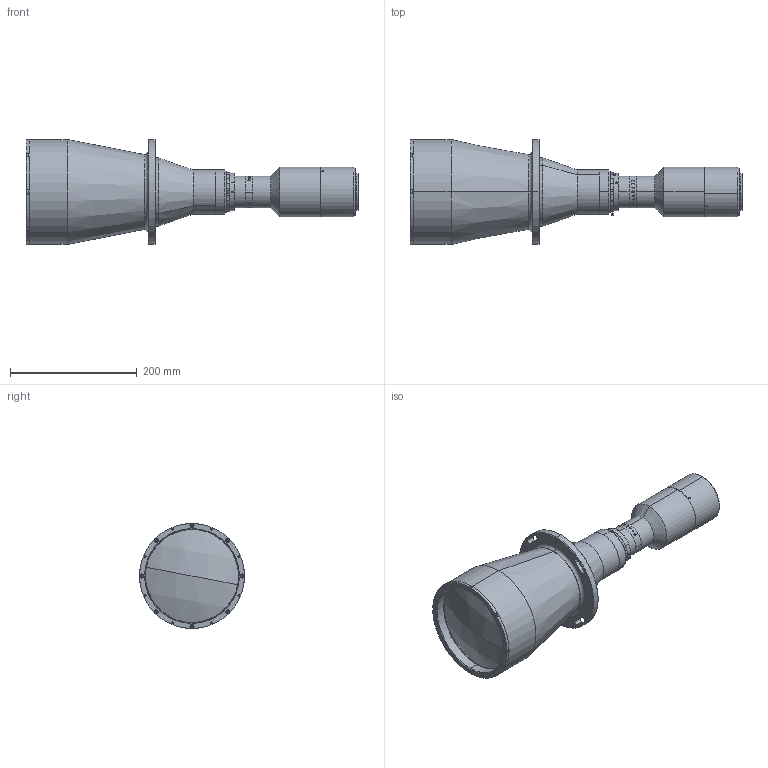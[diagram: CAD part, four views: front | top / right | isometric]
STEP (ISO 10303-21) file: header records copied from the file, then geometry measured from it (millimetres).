
FILE_DESCRIPTION (( 'STEP AP203' ), '1' );
FILE_NAME ('XF-PTL12244-M58-11.48-VI.STEP', '2019-05-27T07:55:13', ( 'puyufan' ), ( '' ), 'SwSTEP 2.0', 'SolidWorks 2014', '' );
FILE_SCHEMA (( 'CONFIG_CONTROL_DESIGN' ));
Length unit declared in the file: millimetre
Products named in the file (1): XF-PTL12244-M58-11.48-VI
Bounding box: 524.9 x 166 x 166 mm (x, y, z)
Surface area: 287593.9 mm2 (no closed solid volume)
Topology: 0 solids, 49 shells, 319 faces, 1503 edges, 1225 vertices
Faces by surface type: cylinder 171, plane 90, cone 46, torus 8, sphere 2, bspline 2
Entity records: 22762 total; most frequent: CARTESIAN_POINT 10974, DIRECTION 2353, ORIENTED_EDGE 2125, EDGE_CURVE 1503, VERTEX_POINT 1225, AXIS2_PLACEMENT_3D 903, CIRCLE 585, VECTOR 547
